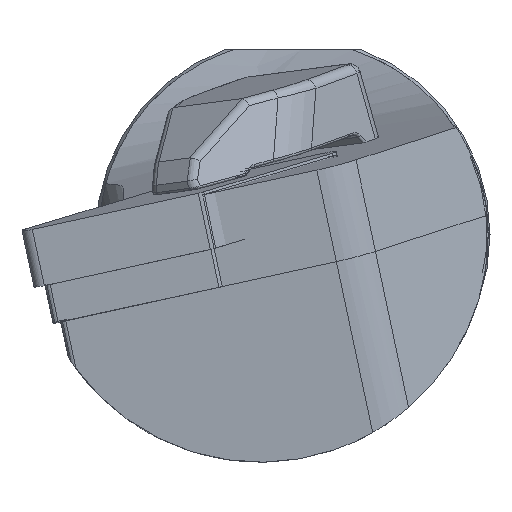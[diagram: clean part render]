
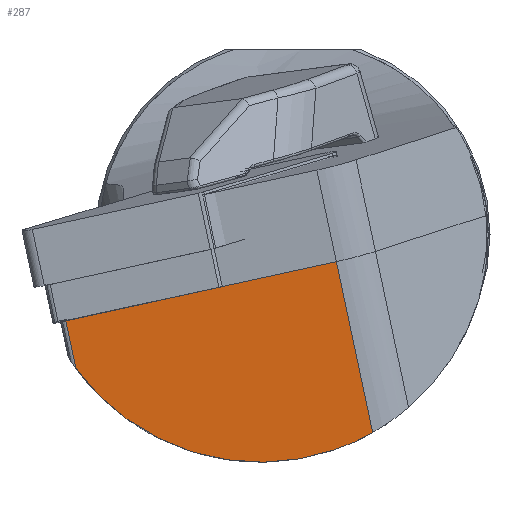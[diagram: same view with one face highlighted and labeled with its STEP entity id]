
A CAD part, left-side view. The second image highlights one B-rep face of the part: STEP entity #287.
In plain terms, the highlighted planar face has unit normal (-0.993, -0.072, -0.091).
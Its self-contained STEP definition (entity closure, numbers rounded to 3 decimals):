
#198=ELLIPSE('',#1931,18.627,18.5);
#287=ADVANCED_FACE('',(#437),#392,.F.);
#392=PLANE('',#1944);
#437=FACE_OUTER_BOUND('',#542,.T.);
#542=EDGE_LOOP('',(#770,#771,#772,#773,#774));
#770=ORIENTED_EDGE('',*,*,#1454,.T.);
#771=ORIENTED_EDGE('',*,*,#1455,.F.);
#772=ORIENTED_EDGE('',*,*,#1428,.T.);
#773=ORIENTED_EDGE('',*,*,#1456,.T.);
#774=ORIENTED_EDGE('',*,*,#1442,.T.);
#1259=VERTEX_POINT('',#2722);
#1260=VERTEX_POINT('',#2724);
#1270=VERTEX_POINT('',#2801);
#1271=VERTEX_POINT('',#2802);
#1277=VERTEX_POINT('',#2836);
#1428=EDGE_CURVE('',#1260,#1259,#198,.T.);
#1442=EDGE_CURVE('',#1270,#1271,#1686,.T.);
#1454=EDGE_CURVE('',#1271,#1277,#1694,.T.);
#1455=EDGE_CURVE('',#1260,#1277,#1695,.T.);
#1456=EDGE_CURVE('',#1259,#1270,#1696,.T.);
#1686=LINE('',#2800,#1810);
#1694=LINE('',#2835,#1818);
#1695=LINE('',#2837,#1819);
#1696=LINE('',#2838,#1820);
#1810=VECTOR('',#2180,1.);
#1818=VECTOR('',#2198,1.);
#1819=VECTOR('',#2199,1.);
#1820=VECTOR('',#2200,1.);
#1931=AXIS2_PLACEMENT_3D('',#2723,#2161,#2162);
#1944=AXIS2_PLACEMENT_3D('',#2839,#2201,#2202);
#2161=DIRECTION('',(-0.993,-0.072,-0.091));
#2162=DIRECTION('',(-0.116,0.614,0.78));
#2180=DIRECTION('',(-0.051,0.976,-0.213));
#2198=DIRECTION('',(-0.051,0.976,-0.213));
#2199=DIRECTION('',(-0.105,0.207,0.973));
#2200=DIRECTION('',(-0.105,0.207,0.973));
#2201=DIRECTION('',(0.993,0.072,0.091));
#2202=DIRECTION('',(0.092,0.,-0.996));
#2722=CARTESIAN_POINT('',(4.29,-6.473,-16.094));
#2723=CARTESIAN_POINT('',(2.147,2.65,0.));
#2724=CARTESIAN_POINT('',(2.059,17.638,-10.844));
#2800=CARTESIAN_POINT('',(2.797,-3.521,-2.204));
#2801=CARTESIAN_POINT('',(2.797,-3.521,-2.204));
#2802=CARTESIAN_POINT('',(2.312,5.744,-4.226));
#2835=CARTESIAN_POINT('',(2.797,-3.521,-2.204));
#2836=CARTESIAN_POINT('',(1.646,18.456,-6.999));
#2837=CARTESIAN_POINT('',(-41.147,103.106,391.247));
#2838=CARTESIAN_POINT('',(-39.995,81.129,396.042));
#2839=CARTESIAN_POINT('',(-39.995,81.129,396.042));
